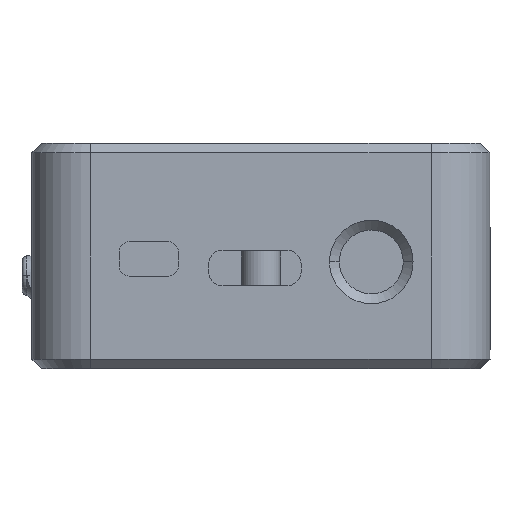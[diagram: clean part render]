
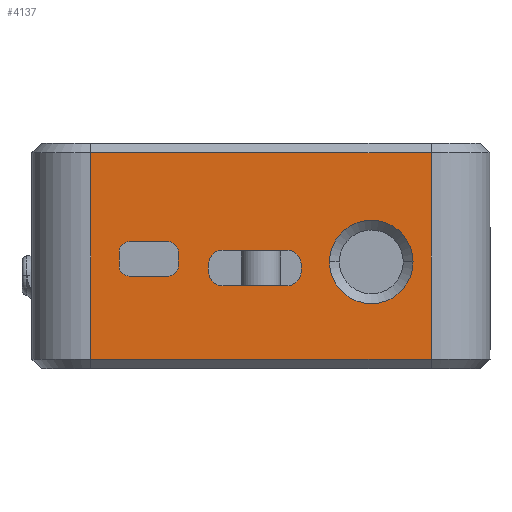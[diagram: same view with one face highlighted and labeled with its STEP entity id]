
A CAD part, left-side view. The second image highlights one B-rep face of the part: STEP entity #4137.
In plain terms, the highlighted planar face has unit normal (-1, 0, 0).
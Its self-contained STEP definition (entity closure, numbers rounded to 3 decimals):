
#1027=CARTESIAN_POINT('',(-2.807,-15.83,
3.61));
#1028=DIRECTION('',(-1.,0.,0.));
#1029=DIRECTION('',(0.,0.,1.));
#1030=AXIS2_PLACEMENT_3D('',#1027,#1028,#1029);
#1032=DIRECTION('',(0.,0.,-1.));
#1033=VECTOR('',#1032,0.66);
#1034=CARTESIAN_POINT('',(-2.807,-14.33,
3.61));
#1035=LINE('',#1034,#1033);
#1036=CARTESIAN_POINT('',(-2.807,-15.83,
2.95));
#1037=DIRECTION('',(-1.,0.,0.));
#1038=DIRECTION('',(0.,1.,0.));
#1039=AXIS2_PLACEMENT_3D('',#1036,#1037,#1038);
#1041=DIRECTION('',(0.,-1.,0.));
#1042=VECTOR('',#1041,6.44);
#1043=CARTESIAN_POINT('',(-2.807,-15.83,
1.45));
#1044=LINE('',#1043,#1042);
#1045=CARTESIAN_POINT('',(-2.807,-22.27,
2.95));
#1046=DIRECTION('',(-1.,0.,0.));
#1047=DIRECTION('',(0.,0.,-1.));
#1048=AXIS2_PLACEMENT_3D('',#1045,#1046,#1047);
#1050=DIRECTION('',(0.,0.,1.));
#1051=VECTOR('',#1050,0.66);
#1052=CARTESIAN_POINT('',(-2.807,-23.77,
2.95));
#1053=LINE('',#1052,#1051);
#1054=CARTESIAN_POINT('',(-2.807,-22.27,
3.61));
#1055=DIRECTION('',(-1.,0.,0.));
#1056=DIRECTION('',(0.,-1.,0.));
#1057=AXIS2_PLACEMENT_3D('',#1054,#1055,#1056);
#1059=DIRECTION('',(0.,1.,0.));
#1060=VECTOR('',#1059,6.44);
#1061=CARTESIAN_POINT('',(-2.807,-22.27,
5.11));
#1062=LINE('',#1061,#1060);
#1063=CARTESIAN_POINT('',(-2.807,-30.904,
3.9));
#1064=DIRECTION('',(1.,0.,0.));
#1065=DIRECTION('',(0.,-1.,0.));
#1066=AXIS2_PLACEMENT_3D('',#1063,#1064,#1065);
#1068=CARTESIAN_POINT('',(-2.807,-30.904,
3.9));
#1069=DIRECTION('',(1.,0.,0.));
#1070=DIRECTION('',(0.,1.,0.));
#1071=AXIS2_PLACEMENT_3D('',#1068,#1069,#1070);
#1073=DIRECTION('',(0.,1.,0.));
#1074=VECTOR('',#1073,4.);
#1075=CARTESIAN_POINT('',(-2.807,-10.251,
5.95));
#1076=LINE('',#1075,#1074);
#1077=DIRECTION('',(0.,0.,-1.));
#1078=VECTOR('',#1077,1.5);
#1079=CARTESIAN_POINT('',(-2.807,-5.251,
4.95));
#1080=LINE('',#1079,#1078);
#1081=DIRECTION('',(0.,-1.,0.));
#1082=VECTOR('',#1081,4.);
#1083=CARTESIAN_POINT('',(-2.807,-6.251,
2.45));
#1084=LINE('',#1083,#1082);
#1085=DIRECTION('',(0.,0.,1.));
#1086=VECTOR('',#1085,1.5);
#1087=CARTESIAN_POINT('',(-2.807,-11.251,
3.45));
#1088=LINE('',#1087,#1086);
#1089=DIRECTION('',(0.,-1.,0.));
#1090=VECTOR('',#1089,34.634);
#1091=CARTESIAN_POINT('',(-2.807,-2.353,
15.));
#1092=LINE('',#1091,#1090);
#1093=DIRECTION('',(0.,0.,1.));
#1094=VECTOR('',#1093,21.);
#1095=CARTESIAN_POINT('',(-2.807,-36.987,
-6.));
#1096=LINE('',#1095,#1094);
#1097=DIRECTION('',(0.,1.,0.));
#1098=VECTOR('',#1097,34.634);
#1099=CARTESIAN_POINT('',(-2.807,-36.987,
-6.));
#1100=LINE('',#1099,#1098);
#1101=DIRECTION('',(0.,0.,1.));
#1102=VECTOR('',#1101,21.);
#1103=CARTESIAN_POINT('',(-2.807,-2.353,
-6.));
#1104=LINE('',#1103,#1102);
#1318=CARTESIAN_POINT('',(-2.807,-6.251,
4.95));
#1319=DIRECTION('',(1.,0.,0.));
#1320=DIRECTION('',(0.,1.,0.));
#1321=AXIS2_PLACEMENT_3D('',#1318,#1319,#1320);
#1336=CARTESIAN_POINT('',(-2.807,-10.251,
4.95));
#1337=DIRECTION('',(1.,0.,0.));
#1338=DIRECTION('',(0.,0.,1.));
#1339=AXIS2_PLACEMENT_3D('',#1336,#1337,#1338);
#1354=CARTESIAN_POINT('',(-2.807,-10.251,
3.45));
#1355=DIRECTION('',(1.,0.,0.));
#1356=DIRECTION('',(0.,-1.,0.));
#1357=AXIS2_PLACEMENT_3D('',#1354,#1355,#1356);
#1372=CARTESIAN_POINT('',(-2.807,-6.251,
3.45));
#1373=DIRECTION('',(1.,0.,0.));
#1374=DIRECTION('',(0.,0.,-1.));
#1375=AXIS2_PLACEMENT_3D('',#1372,#1373,#1374);
#2128=CARTESIAN_POINT('',(-2.807,-15.83,
5.11));
#2129=CARTESIAN_POINT('',(-2.807,-14.33,
3.61));
#2130=VERTEX_POINT('',#2128);
#2131=VERTEX_POINT('',#2129);
#2132=CARTESIAN_POINT('',(-2.807,-14.33,
2.95));
#2133=VERTEX_POINT('',#2132);
#2134=CARTESIAN_POINT('',(-2.807,-15.83,
1.45));
#2135=VERTEX_POINT('',#2134);
#2136=CARTESIAN_POINT('',(-2.807,-22.27,
1.45));
#2137=VERTEX_POINT('',#2136);
#2138=CARTESIAN_POINT('',(-2.807,-23.77,
2.95));
#2139=VERTEX_POINT('',#2138);
#2140=CARTESIAN_POINT('',(-2.807,-23.77,
3.61));
#2141=VERTEX_POINT('',#2140);
#2142=CARTESIAN_POINT('',(-2.807,-22.27,
5.11));
#2143=VERTEX_POINT('',#2142);
#2148=CARTESIAN_POINT('',(-2.807,-2.353,
-6.));
#2150=VERTEX_POINT('',#2148);
#2174=CARTESIAN_POINT('',(-2.807,-36.987,
-6.));
#2175=VERTEX_POINT('',#2174);
#2176=CARTESIAN_POINT('',(-2.807,-35.154,
3.9));
#2177=CARTESIAN_POINT('',(-2.807,-26.654,
3.9));
#2178=VERTEX_POINT('',#2176);
#2179=VERTEX_POINT('',#2177);
#2216=CARTESIAN_POINT('',(-2.807,-11.251,
3.45));
#2218=VERTEX_POINT('',#2216);
#2220=CARTESIAN_POINT('',(-2.807,-10.251,
2.45));
#2222=VERTEX_POINT('',#2220);
#2224=CARTESIAN_POINT('',(-2.807,-5.251,
4.95));
#2226=VERTEX_POINT('',#2224);
#2228=CARTESIAN_POINT('',(-2.807,-6.251,
5.95));
#2230=VERTEX_POINT('',#2228);
#2232=CARTESIAN_POINT('',(-2.807,-10.251,
5.95));
#2234=VERTEX_POINT('',#2232);
#2236=CARTESIAN_POINT('',(-2.807,-11.251,
4.95));
#2238=VERTEX_POINT('',#2236);
#2240=CARTESIAN_POINT('',(-2.807,-6.251,
2.45));
#2242=VERTEX_POINT('',#2240);
#2244=CARTESIAN_POINT('',(-2.807,-5.251,
3.45));
#2246=VERTEX_POINT('',#2244);
#2322=CARTESIAN_POINT('',(-2.807,-2.353,
15.));
#2323=VERTEX_POINT('',#2322);
#2326=CARTESIAN_POINT('',(-2.807,-36.987,
15.));
#2327=VERTEX_POINT('',#2326);
#4083=CARTESIAN_POINT('',(-2.807,-42.987,
-5.));
#4084=DIRECTION('',(-1.,0.,0.));
#4085=DIRECTION('',(0.,1.,0.));
#4086=AXIS2_PLACEMENT_3D('',#4083,#4084,#4085);
#4087=PLANE('',#4086);
#4088=ORIENTED_EDGE('',*,*,#4024,.T.);
#4089=ORIENTED_EDGE('',*,*,#4052,.F.);
#4090=ORIENTED_EDGE('',*,*,#4077,.T.);
#4092=ORIENTED_EDGE('',*,*,#4091,.T.);
#4093=EDGE_LOOP('',(#4088,#4089,#4090,#4092));
#4094=FACE_OUTER_BOUND('',#4093,.F.);
#4096=ORIENTED_EDGE('',*,*,#4095,.F.);
#4098=ORIENTED_EDGE('',*,*,#4097,.F.);
#4099=EDGE_LOOP('',(#4096,#4098));
#4100=FACE_BOUND('',#4099,.F.);
#4102=ORIENTED_EDGE('',*,*,#4101,.T.);
#4104=ORIENTED_EDGE('',*,*,#4103,.F.);
#4106=ORIENTED_EDGE('',*,*,#4105,.T.);
#4108=ORIENTED_EDGE('',*,*,#4107,.F.);
#4110=ORIENTED_EDGE('',*,*,#4109,.T.);
#4112=ORIENTED_EDGE('',*,*,#4111,.F.);
#4114=ORIENTED_EDGE('',*,*,#4113,.T.);
#4116=ORIENTED_EDGE('',*,*,#4115,.F.);
#4117=EDGE_LOOP('',(#4102,#4104,#4106,#4108,#4110,#4112,#4114,#4116));
#4118=FACE_BOUND('',#4117,.F.);
#4120=ORIENTED_EDGE('',*,*,#4119,.T.);
#4122=ORIENTED_EDGE('',*,*,#4121,.T.);
#4124=ORIENTED_EDGE('',*,*,#4123,.T.);
#4126=ORIENTED_EDGE('',*,*,#4125,.T.);
#4128=ORIENTED_EDGE('',*,*,#4127,.T.);
#4130=ORIENTED_EDGE('',*,*,#4129,.T.);
#4132=ORIENTED_EDGE('',*,*,#4131,.T.);
#4134=ORIENTED_EDGE('',*,*,#4133,.T.);
#4135=EDGE_LOOP('',(#4120,#4122,#4124,#4126,#4128,#4130,#4132,#4134));
#4136=FACE_BOUND('',#4135,.F.);
#4137=ADVANCED_FACE('',(#4094,#4100,#4118,#4136),#4087,.T.);
#1031=CIRCLE('',#1030,1.5);
#1040=CIRCLE('',#1039,1.5);
#1049=CIRCLE('',#1048,1.5);
#1058=CIRCLE('',#1057,1.5);
#1067=CIRCLE('',#1066,4.25);
#1072=CIRCLE('',#1071,4.25);
#1322=CIRCLE('',#1321,1.);
#1340=CIRCLE('',#1339,1.);
#1358=CIRCLE('',#1357,1.);
#1376=CIRCLE('',#1375,1.);
#4024=EDGE_CURVE('',#2323,#2327,#1092,.T.);
#4052=EDGE_CURVE('',#2175,#2327,#1096,.T.);
#4077=EDGE_CURVE('',#2175,#2150,#1100,.T.);
#4091=EDGE_CURVE('',#2150,#2323,#1104,.T.);
#4095=EDGE_CURVE('',#2178,#2179,#1067,.T.);
#4097=EDGE_CURVE('',#2179,#2178,#1072,.T.);
#4101=EDGE_CURVE('',#2234,#2230,#1076,.T.);
#4103=EDGE_CURVE('',#2226,#2230,#1322,.T.);
#4105=EDGE_CURVE('',#2226,#2246,#1080,.T.);
#4107=EDGE_CURVE('',#2242,#2246,#1376,.T.);
#4109=EDGE_CURVE('',#2242,#2222,#1084,.T.);
#4111=EDGE_CURVE('',#2218,#2222,#1358,.T.);
#4113=EDGE_CURVE('',#2218,#2238,#1088,.T.);
#4115=EDGE_CURVE('',#2234,#2238,#1340,.T.);
#4119=EDGE_CURVE('',#2130,#2131,#1031,.T.);
#4121=EDGE_CURVE('',#2131,#2133,#1035,.T.);
#4123=EDGE_CURVE('',#2133,#2135,#1040,.T.);
#4125=EDGE_CURVE('',#2135,#2137,#1044,.T.);
#4127=EDGE_CURVE('',#2137,#2139,#1049,.T.);
#4129=EDGE_CURVE('',#2139,#2141,#1053,.T.);
#4131=EDGE_CURVE('',#2141,#2143,#1058,.T.);
#4133=EDGE_CURVE('',#2143,#2130,#1062,.T.);
